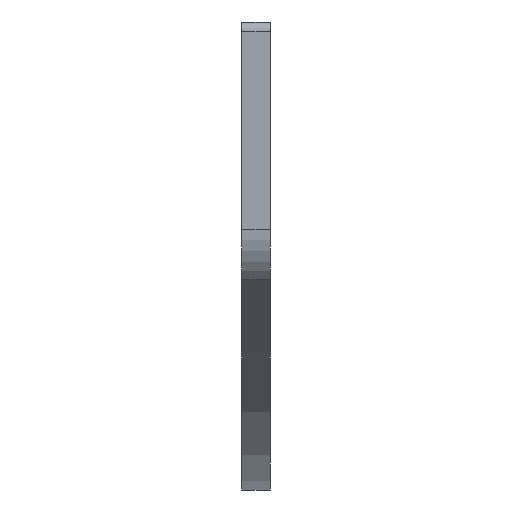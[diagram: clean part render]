
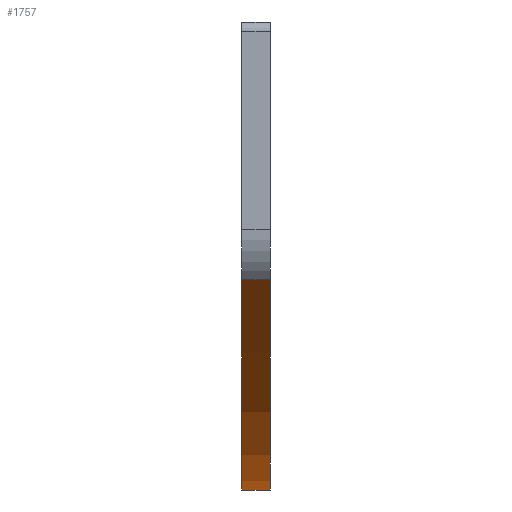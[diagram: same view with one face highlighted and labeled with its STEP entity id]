
A CAD part, front view. The second image highlights one B-rep face of the part: STEP entity #1757.
In plain terms, the highlighted cylindrical face has radius 160 mm (diameter 320 mm), a partial arc.
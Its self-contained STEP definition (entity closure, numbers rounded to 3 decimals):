
#1730=AXIS2_PLACEMENT_3D('Cylinder Axis2P3D',#1727,#1728,#1729) ;
#1734=AXIS2_PLACEMENT_3D('Circle Axis2P3D',#1732,#1733,$) ;
#1741=AXIS2_PLACEMENT_3D('Circle Axis2P3D',#1739,#1740,$) ;
#122=CARTESIAN_POINT('Vertex',(6.,-89.228,-50.)) ;
#125=CARTESIAN_POINT('Line Origine',(3.,-89.228,-50.)) ;
#129=CARTESIAN_POINT('Vertex',(0.,-89.228,-50.)) ;
#1727=CARTESIAN_POINT('Axis2P3D Location',(2.34,-89.228,110.)) ;
#1732=CARTESIAN_POINT('Axis2P3D Location',(0.,-89.228,110.)) ;
#1736=CARTESIAN_POINT('Vertex',(0.,-200.425,-5.045)) ;
#1739=CARTESIAN_POINT('Axis2P3D Location',(6.,-89.228,110.)) ;
#1743=CARTESIAN_POINT('Vertex',(6.,-200.425,-5.045)) ;
#1746=CARTESIAN_POINT('Line Origine',(2.34,-200.425,-5.045)) ;
#126=DIRECTION('Vector Direction',(-1.,0.,0.)) ;
#1728=DIRECTION('Axis2P3D Direction',(1.,0.,0.)) ;
#1729=DIRECTION('Axis2P3D XDirection',(-0.,-0.707,-0.707)) ;
#1733=DIRECTION('Axis2P3D Direction',(1.,0.,0.)) ;
#1740=DIRECTION('Axis2P3D Direction',(1.,0.,0.)) ;
#1747=DIRECTION('Vector Direction',(1.,0.,0.)) ;
#127=VECTOR('Line Direction',#126,1.) ;
#1748=VECTOR('Line Direction',#1747,1.) ;
#1752=ORIENTED_EDGE('',*,*,#1738,.T.) ;
#1753=ORIENTED_EDGE('',*,*,#131,.F.) ;
#1754=ORIENTED_EDGE('',*,*,#1745,.T.) ;
#1755=ORIENTED_EDGE('',*,*,#1750,.F.) ;
#1757=ADVANCED_FACE('SUPORTE',(#1756),#1731,.T.) ;
#1735=CIRCLE('generated circle',#1734,160.) ;
#1742=CIRCLE('generated circle',#1741,160.) ;
#1731=CYLINDRICAL_SURFACE('generated cylinder',#1730,160.) ;
#131=EDGE_CURVE('',#123,#130,#128,.T.) ;
#1738=EDGE_CURVE('',#1737,#130,#1735,.T.) ;
#1745=EDGE_CURVE('',#123,#1744,#1742,.F.) ;
#1750=EDGE_CURVE('',#1737,#1744,#1749,.T.) ;
#1751=EDGE_LOOP('',(#1752,#1753,#1754,#1755)) ;
#1756=FACE_OUTER_BOUND('',#1751,.T.) ;
#128=LINE('Line',#125,#127) ;
#1749=LINE('Line',#1746,#1748) ;
#123=VERTEX_POINT('',#122) ;
#130=VERTEX_POINT('',#129) ;
#1737=VERTEX_POINT('',#1736) ;
#1744=VERTEX_POINT('',#1743) ;
